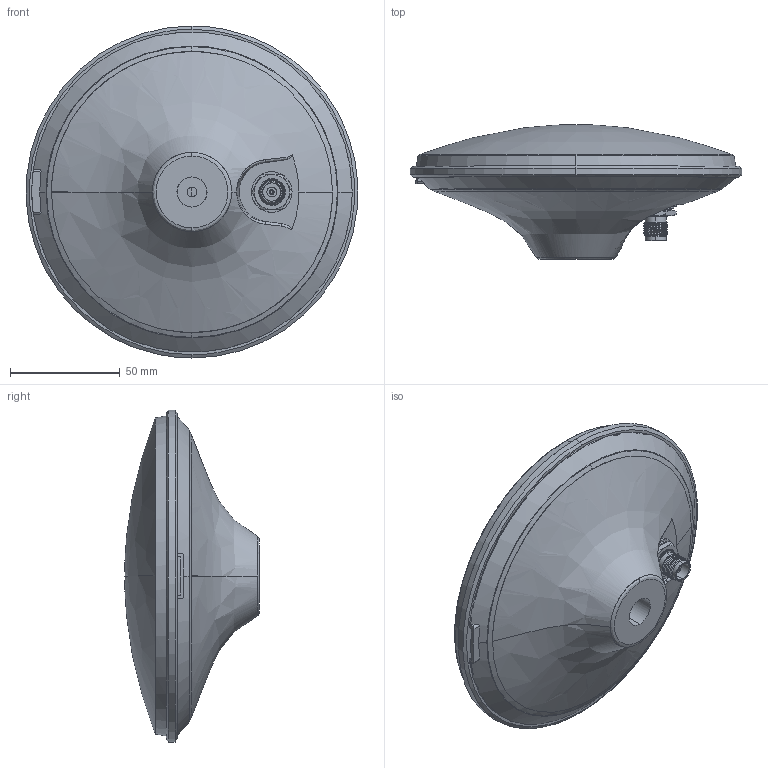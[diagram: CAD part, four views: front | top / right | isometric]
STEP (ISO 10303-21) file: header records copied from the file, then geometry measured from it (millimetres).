
FILE_DESCRIPTION (( 'STEP AP214' ), '1' );
FILE_NAME ('AS-ANT2B-CAL-L1L2-15SMA-00.STEP', '2022-03-03T07:51:39', ( '' ), ( '' ), 'SwSTEP 2.0', 'SolidWorks 2020', '' );
FILE_SCHEMA (( 'AUTOMOTIVE_DESIGN' ));
Length unit declared in the file: millimetre
Products named in the file (1): AS-ANT2B-CAL-L1L2-15SMA-00
Bounding box: 151.32 x 61.5 x 151.5 mm (x, y, z)
Surface area: 61543.3 mm2 (no closed solid volume)
Topology: 0 solids, 2 shells, 303 faces, 891 edges, 577 vertices
Faces by surface type: cylinder 101, bspline 81, plane 72, cone 49
Entity records: 29394 total; most frequent: CARTESIAN_POINT 23471, ORIENTED_EDGE 1759, EDGE_CURVE 887, B_SPLINE_CURVE_WITH_KNOTS 793, VERTEX_POINT 577, DIRECTION 446, EDGE_LOOP 329, ADVANCED_FACE 303
